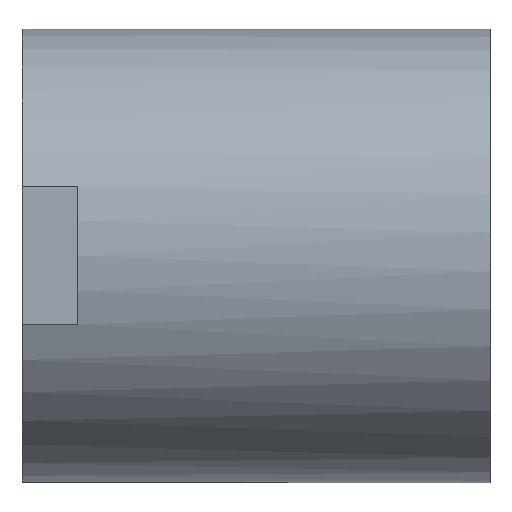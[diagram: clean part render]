
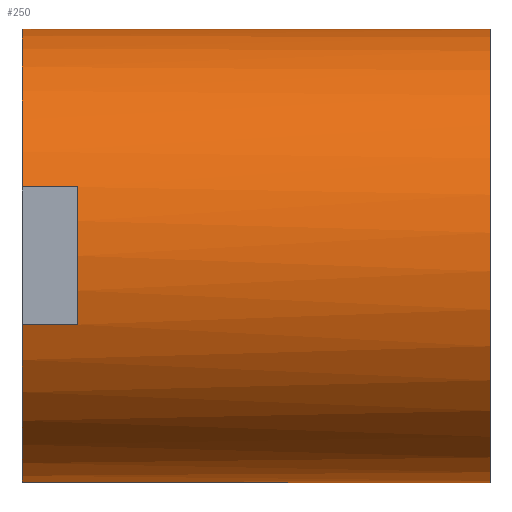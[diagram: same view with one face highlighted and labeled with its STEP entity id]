
A CAD part, left-side view. The second image highlights one B-rep face of the part: STEP entity #250.
In plain terms, the highlighted cylindrical face has radius 8.25 mm (diameter 16.5 mm), a full revolution.
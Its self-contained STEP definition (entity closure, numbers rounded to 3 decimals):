
#31=LINE('',#382,#51);
#32=LINE('',#387,#52);
#33=LINE('',#391,#53);
#34=LINE('',#395,#54);
#51=VECTOR('',#310,1000.);
#52=VECTOR('',#313,1000.);
#53=VECTOR('',#316,1000.);
#54=VECTOR('',#319,1000.);
#71=ORIENTED_EDGE('',*,*,#133,.F.);
#72=ORIENTED_EDGE('',*,*,#134,.F.);
#73=ORIENTED_EDGE('',*,*,#135,.T.);
#74=ORIENTED_EDGE('',*,*,#136,.T.);
#75=ORIENTED_EDGE('',*,*,#137,.T.);
#76=ORIENTED_EDGE('',*,*,#138,.F.);
#77=ORIENTED_EDGE('',*,*,#139,.T.);
#78=ORIENTED_EDGE('',*,*,#140,.T.);
#79=ORIENTED_EDGE('',*,*,#141,.T.);
#133=EDGE_CURVE('',#164,#164,#187,.T.);
#134=EDGE_CURVE('',#165,#166,#31,.T.);
#135=EDGE_CURVE('',#165,#167,#188,.T.);
#136=EDGE_CURVE('',#167,#168,#32,.T.);
#137=EDGE_CURVE('',#168,#169,#189,.T.);
#138=EDGE_CURVE('',#170,#169,#33,.T.);
#139=EDGE_CURVE('',#170,#171,#190,.T.);
#140=EDGE_CURVE('',#171,#172,#34,.T.);
#141=EDGE_CURVE('',#172,#166,#191,.T.);
#164=VERTEX_POINT('',#381);
#165=VERTEX_POINT('',#383);
#166=VERTEX_POINT('',#384);
#167=VERTEX_POINT('',#386);
#168=VERTEX_POINT('',#388);
#169=VERTEX_POINT('',#390);
#170=VERTEX_POINT('',#392);
#171=VERTEX_POINT('',#394);
#172=VERTEX_POINT('',#396);
#187=CIRCLE('',#279,8.25);
#188=CIRCLE('',#280,8.25);
#189=CIRCLE('',#281,8.25);
#190=CIRCLE('',#282,8.25);
#191=CIRCLE('',#283,8.25);
#198=EDGE_LOOP('',(#71));
#199=EDGE_LOOP('',(#72,#73,#74,#75,#76,#77,#78,#79));
#222=FACE_BOUND('',#198,.T.);
#223=FACE_BOUND('',#199,.T.);
#246=CYLINDRICAL_SURFACE('',#278,8.25);
#250=ADVANCED_FACE('',(#222,#223),#246,.T.);
#278=AXIS2_PLACEMENT_3D('',#379,#306,#307);
#279=AXIS2_PLACEMENT_3D('',#380,#308,#309);
#280=AXIS2_PLACEMENT_3D('',#385,#311,#312);
#281=AXIS2_PLACEMENT_3D('',#389,#314,#315);
#282=AXIS2_PLACEMENT_3D('',#393,#317,#318);
#283=AXIS2_PLACEMENT_3D('',#397,#320,#321);
#306=DIRECTION('',(0.,1.,0.));
#307=DIRECTION('',(0.,0.,1.));
#308=DIRECTION('',(0.,-1.,0.));
#309=DIRECTION('',(1.,0.,0.));
#310=DIRECTION('',(0.,1.,0.));
#311=DIRECTION('',(0.,-1.,0.));
#312=DIRECTION('',(-1.,0.,0.));
#313=DIRECTION('',(0.,1.,0.));
#314=DIRECTION('',(0.,-1.,0.));
#315=DIRECTION('',(1.,0.,0.));
#316=DIRECTION('',(0.,1.,0.));
#317=DIRECTION('',(0.,-1.,0.));
#318=DIRECTION('',(1.,0.,0.));
#319=DIRECTION('',(0.,1.,0.));
#320=DIRECTION('',(0.,-1.,0.));
#321=DIRECTION('',(1.,0.,0.));
#379=CARTESIAN_POINT('',(0.,-17.,0.));
#380=CARTESIAN_POINT('',(0.,-17.,0.));
#381=CARTESIAN_POINT('',(8.25,-17.,0.));
#382=CARTESIAN_POINT('',(7.862,-2.,-2.5));
#383=CARTESIAN_POINT('',(7.862,-2.,-2.5));
#384=CARTESIAN_POINT('',(7.862,0.,-2.5));
#385=CARTESIAN_POINT('',(0.,-2.,0.));
#386=CARTESIAN_POINT('',(7.862,-2.,2.5));
#387=CARTESIAN_POINT('',(7.862,-2.,2.5));
#388=CARTESIAN_POINT('',(7.862,0.,2.5));
#389=CARTESIAN_POINT('',(0.,0.,0.));
#390=CARTESIAN_POINT('',(-7.862,0.,2.5));
#391=CARTESIAN_POINT('',(-7.862,-2.,2.5));
#392=CARTESIAN_POINT('',(-7.862,-2.,2.5));
#393=CARTESIAN_POINT('',(0.,-2.,0.));
#394=CARTESIAN_POINT('',(-7.862,-2.,-2.5));
#395=CARTESIAN_POINT('',(-7.862,-2.,-2.5));
#396=CARTESIAN_POINT('',(-7.862,0.,-2.5));
#397=CARTESIAN_POINT('',(0.,0.,0.));
